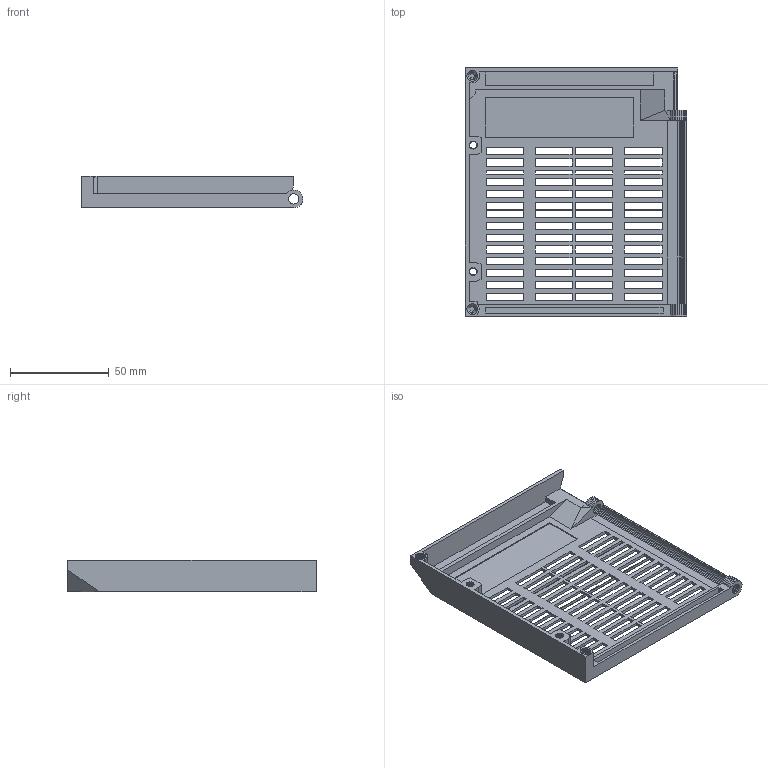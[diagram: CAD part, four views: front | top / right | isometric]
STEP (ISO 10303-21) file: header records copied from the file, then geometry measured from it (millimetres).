
FILE_DESCRIPTION(('FreeCAD Model'),'2;1');
FILE_NAME('SKR1_3-door.step', '2020-03-09T23:25:49',('Author'),(''), 'Open CASCADE STEP processor 7.3','FreeCAD','Unknown');
FILE_SCHEMA(('AUTOMOTIVE_DESIGN { 1 0 10303 214 1 1 1 1 }'));
Products named in the file (1): Fusion004005002002008_(Mirror_#1)
Bounding box: 111.98 x 125.5 x 16 mm (x, y, z)
Volume: 27413.1 mm3; surface area: 35863.6 mm2
Topology: 1 solids, 1 shells, 828 faces, 2318 edges, 1465 vertices
Faces by surface type: plane 826, cylinder 2
Full cylindrical faces by diameter (mm): 6.4 x2
Entity records: 56171 total; most frequent: CARTESIAN_POINT 9308, DIRECTION 8614, LINE 6930, VECTOR 6930, ORIENTED_EDGE 4636, PCURVE 4636, DEFINITIONAL_REPRESENTATION 4636, EDGE_CURVE 2318
